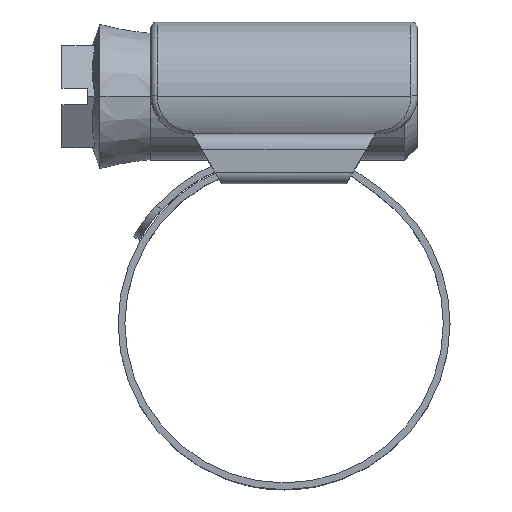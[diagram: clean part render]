
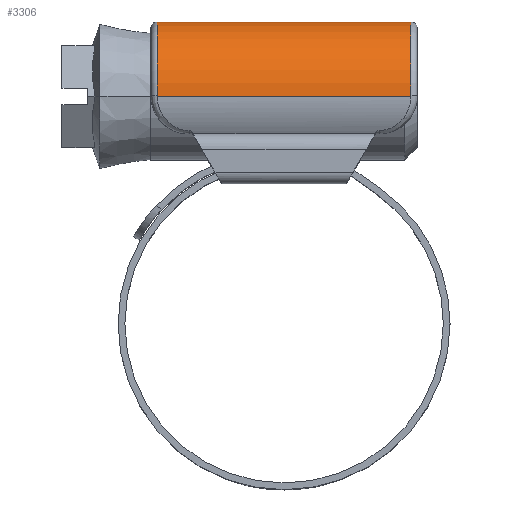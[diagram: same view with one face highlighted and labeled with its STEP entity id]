
A CAD part, top view. The second image highlights one B-rep face of the part: STEP entity #3306.
In plain terms, the highlighted cylindrical face has radius 5.85 mm (diameter 11.7 mm), a partial arc.
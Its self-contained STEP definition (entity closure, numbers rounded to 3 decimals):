
#110 = VERTEX_POINT ( 'NONE', #1974 ) ;
#254 = EDGE_CURVE ( 'NONE', #5963, #1089, #3278, .T. ) ;
#292 = CARTESIAN_POINT ( 'NONE',  ( 9.963, 17.886, -5.85 ) ) ;
#332 = EDGE_CURVE ( 'NONE', #1511, #6027, #3561, .T. ) ;
#473 = DIRECTION ( 'NONE',  ( 1., 0., 0. ) ) ;
#510 = CARTESIAN_POINT ( 'NONE',  ( -9.963, 17.886, 5.85 ) ) ;
#580 = VERTEX_POINT ( 'NONE', #6935 ) ;
#587 = CYLINDRICAL_SURFACE ( 'NONE', #5964, 5.85 ) ;
#731 = CARTESIAN_POINT ( 'NONE',  ( -9.962, 17.886, -5.85 ) ) ;
#926 = CARTESIAN_POINT ( 'NONE',  ( -9.962, 17.905, -5.85 ) ) ;
#1040 = VERTEX_POINT ( 'NONE', #926 ) ;
#1089 = VERTEX_POINT ( 'NONE', #5190 ) ;
#1112 = CARTESIAN_POINT ( 'NONE',  ( -9.962, 17.85, -5.85 ) ) ;
#1115 = ORIENTED_EDGE ( 'NONE', *, *, #332, .T. ) ;
#1223 = VECTOR ( 'NONE', #2832, 1000. ) ;
#1226 = EDGE_CURVE ( 'NONE', #6761, #580, #5849, .T. ) ;
#1447 = CARTESIAN_POINT ( 'NONE',  ( 9.962, 17.85, 0. ) ) ;
#1511 = VERTEX_POINT ( 'NONE', #1635 ) ;
#1635 = CARTESIAN_POINT ( 'NONE',  ( 9.962, 17.85, 5.85 ) ) ;
#1770 = ORIENTED_EDGE ( 'NONE', *, *, #5885, .T. ) ;
#1803 = ORIENTED_EDGE ( 'NONE', *, *, #3488, .T. ) ;
#1850 = CARTESIAN_POINT ( 'NONE',  ( -9.963, 17.905, 5.85 ) ) ;
#1874 = LINE ( 'NONE', #4249, #5602 ) ;
#1902 = ORIENTED_EDGE ( 'NONE', *, *, #254, .T. ) ;
#1974 = CARTESIAN_POINT ( 'NONE',  ( 9.963, 17.905, -5.85 ) ) ;
#2073 = CARTESIAN_POINT ( 'NONE',  ( 9.962, 17.905, 5.85 ) ) ;
#2429 = CARTESIAN_POINT ( 'NONE',  ( 9.962, 17.868, 5.85 ) ) ;
#2592 = ORIENTED_EDGE ( 'NONE', *, *, #5306, .T. ) ;
#2779 = CARTESIAN_POINT ( 'NONE',  ( -9.963, 17.905, 5.85 ) ) ;
#2781 = CARTESIAN_POINT ( 'NONE',  ( 9.963, 17.905, -5.85 ) ) ;
#2832 = DIRECTION ( 'NONE',  ( 1., 0., 0. ) ) ;
#3198 = EDGE_CURVE ( 'NONE', #110, #580, #7182, .T. ) ;
#3278 = B_SPLINE_CURVE_WITH_KNOTS ( 'NONE', 3,
 ( #2779, #510, #4563, #6448 ),
 .UNSPECIFIED., .F., .F.,
 ( 4, 4 ),
 ( 0., 0. ),
 .UNSPECIFIED. ) ;
#3306 = ADVANCED_FACE ( 'NONE', ( #4610 ), #587, .T. ) ;
#3488 = EDGE_CURVE ( 'NONE', #1040, #5963, #6100, .T. ) ;
#3561 = B_SPLINE_CURVE_WITH_KNOTS ( 'NONE', 3,
 ( #5944, #2429, #5353, #5986 ),
 .UNSPECIFIED., .F., .F.,
 ( 4, 4 ),
 ( 0.004, 0.004 ),
 .UNSPECIFIED. ) ;
#3669 = CARTESIAN_POINT ( 'NONE',  ( -9.962, 17.905, -5.85 ) ) ;
#3847 = B_SPLINE_CURVE_WITH_KNOTS ( 'NONE', 3,
 ( #1112, #5269, #731, #3669 ),
 .UNSPECIFIED., .F., .F.,
 ( 4, 4 ),
 ( 0.004, 0.004 ),
 .UNSPECIFIED. ) ;
#4127 = CARTESIAN_POINT ( 'NONE',  ( -9.962, 17.85, -5.85 ) ) ;
#4146 = CARTESIAN_POINT ( 'NONE',  ( -10.463, 17.85, 0. ) ) ;
#4249 = CARTESIAN_POINT ( 'NONE',  ( -10.463, 17.85, 5.85 ) ) ;
#4455 = AXIS2_PLACEMENT_3D ( 'NONE', #4521, #7550, #6975 ) ;
#4495 = DIRECTION ( 'NONE',  ( 0., 0., -1. ) ) ;
#4521 = CARTESIAN_POINT ( 'NONE',  ( -9.962, 17.85, 0. ) ) ;
#4563 = CARTESIAN_POINT ( 'NONE',  ( -9.962, 17.868, 5.85 ) ) ;
#4610 = FACE_OUTER_BOUND ( 'NONE', #5996, .T. ) ;
#4726 = DIRECTION ( 'NONE',  ( 0., 0., -1. ) ) ;
#4975 = EDGE_CURVE ( 'NONE', #1089, #1511, #1874, .T. ) ;
#5087 = DIRECTION ( 'NONE',  ( -1., 0., 0. ) ) ;
#5150 = ORIENTED_EDGE ( 'NONE', *, *, #3198, .T. ) ;
#5190 = CARTESIAN_POINT ( 'NONE',  ( -9.962, 17.85, 5.85 ) ) ;
#5250 = CARTESIAN_POINT ( 'NONE',  ( -10.462, 17.85, -5.85 ) ) ;
#5269 = CARTESIAN_POINT ( 'NONE',  ( -9.962, 17.868, -5.85 ) ) ;
#5306 = EDGE_CURVE ( 'NONE', #6027, #110, #7331, .T. ) ;
#5353 = CARTESIAN_POINT ( 'NONE',  ( 9.962, 17.886, 5.85 ) ) ;
#5529 = CARTESIAN_POINT ( 'NONE',  ( 9.962, 17.85, -5.85 ) ) ;
#5602 = VECTOR ( 'NONE', #6625, 1000. ) ;
#5829 = ORIENTED_EDGE ( 'NONE', *, *, #1226, .F. ) ;
#5849 = LINE ( 'NONE', #5250, #1223 ) ;
#5885 = EDGE_CURVE ( 'NONE', #6761, #1040, #3847, .T. ) ;
#5944 = CARTESIAN_POINT ( 'NONE',  ( 9.962, 17.85, 5.85 ) ) ;
#5963 = VERTEX_POINT ( 'NONE', #1850 ) ;
#5964 = AXIS2_PLACEMENT_3D ( 'NONE', #4146, #473, #4726 ) ;
#5986 = CARTESIAN_POINT ( 'NONE',  ( 9.962, 17.905, 5.85 ) ) ;
#5996 = EDGE_LOOP ( 'NONE', ( #1902, #7026, #1115, #2592, #5150, #5829, #1770, #1803 ) ) ;
#6027 = VERTEX_POINT ( 'NONE', #2073 ) ;
#6100 = CIRCLE ( 'NONE', #4455, 5.85 ) ;
#6448 = CARTESIAN_POINT ( 'NONE',  ( -9.962, 17.85, 5.85 ) ) ;
#6625 = DIRECTION ( 'NONE',  ( 1., 0., 0. ) ) ;
#6722 = AXIS2_PLACEMENT_3D ( 'NONE', #1447, #5087, #4495 ) ;
#6761 = VERTEX_POINT ( 'NONE', #4127 ) ;
#6771 = CARTESIAN_POINT ( 'NONE',  ( 9.962, 17.868, -5.85 ) ) ;
#6935 = CARTESIAN_POINT ( 'NONE',  ( 9.962, 17.85, -5.85 ) ) ;
#6975 = DIRECTION ( 'NONE',  ( 0., 0., 1. ) ) ;
#7026 = ORIENTED_EDGE ( 'NONE', *, *, #4975, .T. ) ;
#7182 = B_SPLINE_CURVE_WITH_KNOTS ( 'NONE', 3,
 ( #2781, #292, #6771, #5529 ),
 .UNSPECIFIED., .F., .F.,
 ( 4, 4 ),
 ( 0., 0. ),
 .UNSPECIFIED. ) ;
#7331 = CIRCLE ( 'NONE', #6722, 5.85 ) ;
#7550 = DIRECTION ( 'NONE',  ( 1., 0., 0. ) ) ;
